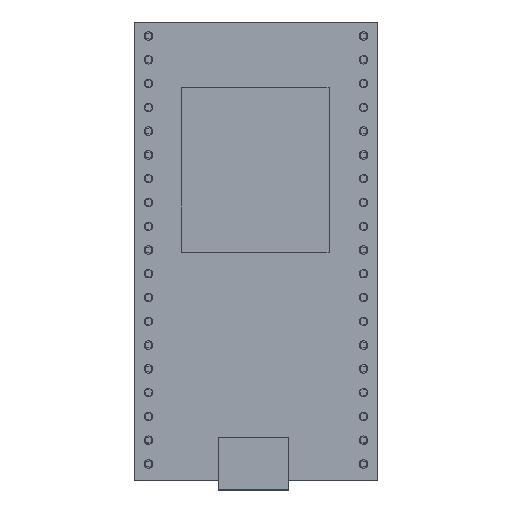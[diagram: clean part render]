
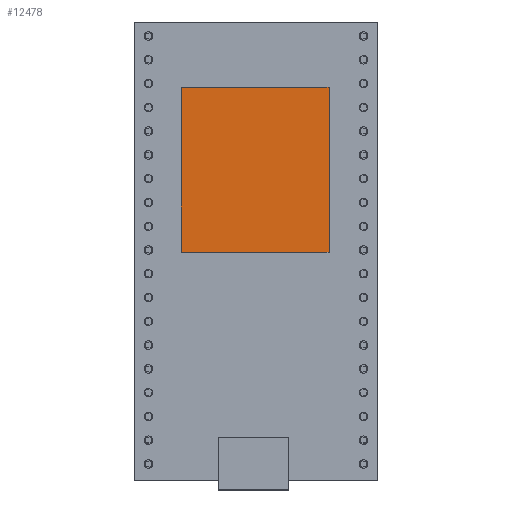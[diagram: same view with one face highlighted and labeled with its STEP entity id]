
A CAD part, top view. The second image highlights one B-rep face of the part: STEP entity #12478.
In plain terms, the highlighted planar face has unit normal (0, 0, 1).
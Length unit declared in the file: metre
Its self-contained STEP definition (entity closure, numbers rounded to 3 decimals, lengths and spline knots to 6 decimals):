
#4022=ORIENTED_EDGE('',*,*,#5740,.F.);
#4023=ORIENTED_EDGE('',*,*,#5744,.T.);
#4024=ORIENTED_EDGE('',*,*,#5747,.T.);
#4025=ORIENTED_EDGE('',*,*,#5749,.F.);
#5740=EDGE_CURVE('',#6916,#6917,#8252,.T.);
#5744=EDGE_CURVE('',#6916,#6919,#8256,.T.);
#5747=EDGE_CURVE('',#6919,#6921,#8259,.T.);
#5749=EDGE_CURVE('',#6917,#6921,#8261,.T.);
#6916=VERTEX_POINT('',#20597);
#6917=VERTEX_POINT('',#20599);
#6919=VERTEX_POINT('',#20605);
#6921=VERTEX_POINT('',#20611);
#8252=LINE('',#20598,#9592);
#8256=LINE('',#20606,#9596);
#8259=LINE('',#20612,#9599);
#8261=LINE('',#20615,#9601);
#9592=VECTOR('',#17029,1.);
#9596=VECTOR('',#17035,1.);
#9599=VECTOR('',#17040,1.);
#9601=VECTOR('',#17044,1.);
#10462=EDGE_LOOP('',(#4022,#4023,#4024,#4025));
#11324=FACE_BOUND('',#10462,.T.);
#11806=PLANE('',#13593);
#12478=ADVANCED_FACE('',(#11324),#11806,.T.);
#13593=AXIS2_PLACEMENT_3D('',#20616,#17045,#17046);
#17029=DIRECTION('',(-1.,0.,0.));
#17035=DIRECTION('',(0.,1.,0.));
#17040=DIRECTION('',(-1.,0.,0.));
#17044=DIRECTION('',(0.,1.,0.));
#17045=DIRECTION('',(0.,0.,1.));
#17046=DIRECTION('',(1.,0.,0.));
#20597=CARTESIAN_POINT('',(0.0193,-0.0231,0.0129));
#20598=CARTESIAN_POINT('',(0.0114,-0.0231,0.0129));
#20599=CARTESIAN_POINT('',(0.0035,-0.0231,0.0129));
#20605=CARTESIAN_POINT('',(0.0193,-0.0055,0.0129));
#20606=CARTESIAN_POINT('',(0.0193,-0.0143,0.0129));
#20611=CARTESIAN_POINT('',(0.0035,-0.0055,0.0129));
#20612=CARTESIAN_POINT('',(0.0114,-0.0055,0.0129));
#20615=CARTESIAN_POINT('',(0.0035,-0.0143,0.0129));
#20616=CARTESIAN_POINT('',(0.0115,-0.023,0.0129));
